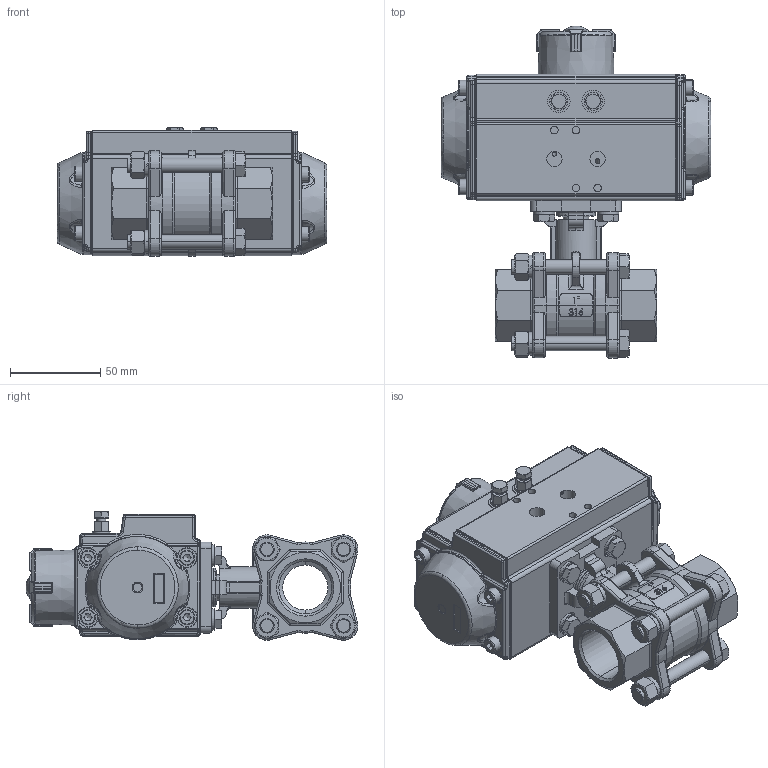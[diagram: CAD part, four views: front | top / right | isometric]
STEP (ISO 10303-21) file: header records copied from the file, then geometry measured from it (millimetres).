
FILE_DESCRIPTION(/* description */ ('Unknown'),/* implementation_level */ '2;1');
FILE_NAME(/* name */ 'PD02 9336-06',/* time_stamp */ '2025-01-17T09:54:20+01:00',/* author */ ('Unknown'),/* organization */ ('Unknown'),/* preprocessor_version */ 'ST-DEVELOPER v19.4',/* originating_system */ 'Solid Edge',/* authorisation */ 'Unknown');
FILE_SCHEMA (('AUTOMOTIVE_DESIGN {1 0 10303 214 3 1 1}'));
Products named in the file (27): PD029336-06; 9336-06_oa_0; MV-83H-LM-DN25; MV-83H-FS-DN25; Spring lock washers--Normal type GB_GB_FASTENER_WASHER_SW 8; MV-83H-LZ-DN25; MV-83H-T(J)-DN25; MV-83H-G(J)-DN25; MV-83H-DD-DN25; Hexagon nuts grade C GB_GB_FASTENER_NUT_SNC1 M8-N; MV-83H-Z-DN25; DIN 933 M6x16 A2-70 BLK_EDST; PD02_PE01; vt50-2016-06-25; hex bolt gradeab_din_ISO 4014 - M5 x 25 x 16-N; huosai50; vt50-2016-06-25 _______MIR; zhou50; VTE50____; plain washers-n series-grade a gb_GB_FASTENER_WASHER_PWNA 5; hex nut gradec_din_Hexagon Nut ISO 4034 - M5 - N; Optische Anzeige; ______; ________(___________; cup head nib bolts with large head gb_GB_FASTENER_BOLT_CHNBW M6X25-N; socket head cap screw_din_DIN 912 M5 x 16 --- 16N; DIN126-M6
Assembly tree (57 placements, depth 4):
  PD029336-06
    9336-06_oa_0
      MV-83H-LM-DN25
      MV-83H-FS-DN25
      Spring lock washers--Normal type GB_GB_FASTENER_WASHER_SW 8  x4
      MV-83H-LZ-DN25  x4
      MV-83H-T(J)-DN25
      MV-83H-G(J)-DN25  x2
      MV-83H-DD-DN25  x2
      Hexagon nuts grade C GB_GB_FASTENER_NUT_SNC1 M8-N  x4
      MV-83H-Z-DN25
    DIN 933 M6x16 A2-70 BLK_EDST  x4
    PD02_PE01
      vt50-2016-06-25
      hex bolt gradeab_din_ISO 4014 - M5 x 25 x 16-N  x2
      huosai50  x2
      vt50-2016-06-25 _______MIR
      zhou50
      VTE50____
      plain washers-n series-grade a gb_GB_FASTENER_WASHER_PWNA 5  x2
      hex nut gradec_din_Hexagon Nut ISO 4034 - M5 - N  x2
      Optische Anzeige
        ______
        ________(___________  x4
        cup head nib bolts with large head gb_GB_FASTENER_BOLT_CHNBW M6X25-N
      socket head cap screw_din_DIN 912 M5 x 16 --- 16N  x8
    DIN126-M6  x4
Bounding box: 149.4 x 184 x 71.21 mm (x, y, z)
Volume: 516316.8 mm3; surface area: 209758 mm2
Topology: 54 solids, 54 shells, 3415 faces, 8370 edges, 5171 vertices
Faces by surface type: plane 1185, cylinder 1018, bspline 438, torus 387, cone 358, sphere 29
Full cylindrical faces by diameter (mm): 2.5 x2, 3 x16, 3.3 x8, 4.134 x20, 4.2 x2, 4.66 x1, 4.917 x7, 5 x12, 5.3 x2, 5.5 x1, 6 x5, 6.2 x1, 6.6 x4, 8 x2, 8.5 x8, 8.566 x2, 10 x8, 11 x1, 11.4 x1, 12 x6, 12.5 x2, 12.9 x1, 13 x12, 13.5 x2, 14 x5, 16.5 x2, 21.2 x1, 21.4 x1, 22.5 x1, 25 x4
Entity records: 98326 total; most frequent: CARTESIAN_POINT 45699, ORIENTED_EDGE 11134, DIRECTION 9710, EDGE_CURVE 5567, AXIS2_PLACEMENT_3D 3807, VERTEX_POINT 3648, FACE_BOUND 2869, EDGE_LOOP 2848
